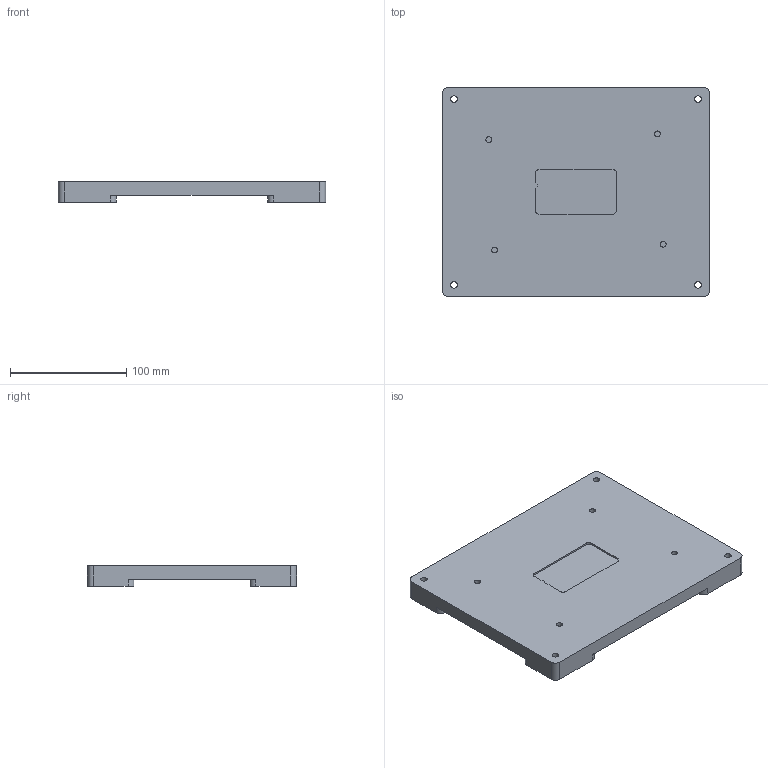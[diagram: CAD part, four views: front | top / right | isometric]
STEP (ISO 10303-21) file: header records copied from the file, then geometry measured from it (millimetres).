
FILE_DESCRIPTION(/* description */ (''),/* implementation_level */ '2;1');
FILE_NAME(/* name */ 'StencilDowelMount_CNCMachined v7.step',/* time_stamp */ '2023-02-28T12:17:38+11:00',/* author */ (''),/* organization */ (''),/* preprocessor_version */ 'ST-DEVELOPER v19.2',/* originating_system */ 'Autodesk Translation Framework v11.17.0.187',/* authorisation */ '');
FILE_SCHEMA (('AUTOMOTIVE_DESIGN { 1 0 10303 214 3 1 1 }'));
Length unit declared in the file: millimetre
Products named in the file (1): StencilDowelMount_CNCMachined
Bounding box: 230 x 180 x 18 mm (x, y, z)
Volume: 535829.3 mm3; surface area: 98838.2 mm2
Topology: 1 solids, 1 shells, 71 faces, 180 edges, 120 vertices
Faces by surface type: plane 40, cylinder 31
Full cylindrical faces by diameter (mm): 5 x4, 5.5 x4, 12 x4
Entity records: 2205 total; most frequent: DIRECTION 386, CARTESIAN_POINT 372, ORIENTED_EDGE 360, EDGE_CURVE 180, AXIS2_PLACEMENT_3D 134, VERTEX_POINT 120, LINE 118, VECTOR 118
